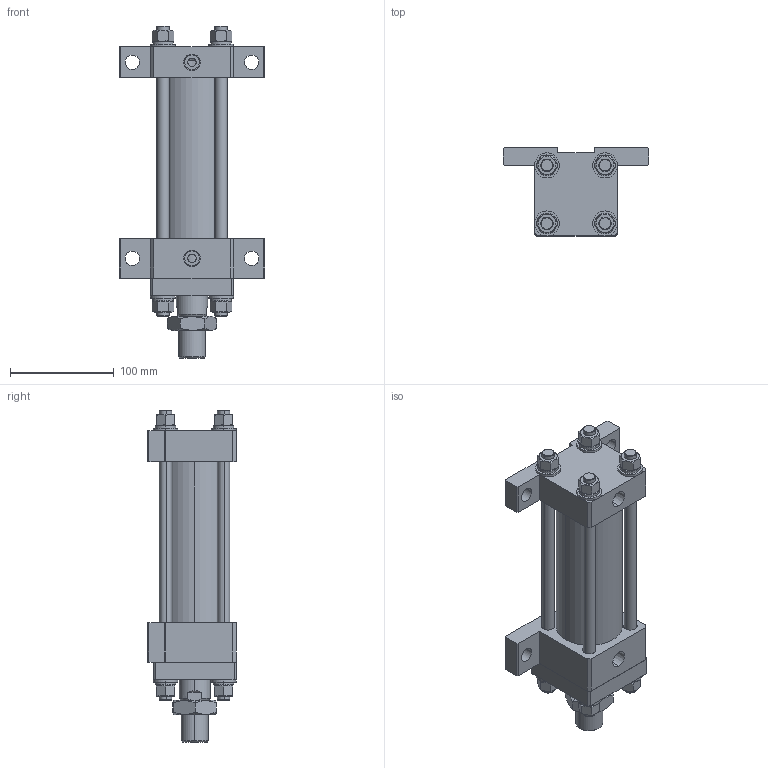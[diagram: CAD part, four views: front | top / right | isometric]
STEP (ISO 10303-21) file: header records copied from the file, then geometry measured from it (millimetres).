
FILE_DESCRIPTION (( 'STEP AP203' ), '1' );
FILE_NAME ('HOB-50-30-100-LA.STEP', '2021-04-27T03:27:06', ( '微软用户' ), ( '微软中国' ), 'SwSTEP 2.0', 'SolidWorks 2012', '' );
FILE_SCHEMA (( 'CONFIG_CONTROL_DESIGN' ));
Length unit declared in the file: millimetre
Products named in the file (11): HOB-50-30-100-LA; hex thin nuts grades ab gb_GB_FASTENER_NUT_STNABTT  B M27X2.0-C; single coil lock washers light type gb_GB_FASTENER_WASHER_SSWL 12; plain washers--product grade c gb_GB_FASTENER_WASHER_SMWC 12; hex nuts 1-fine pitch-grades ab gb_GB_FASTENER_NUT_SNAB1XY M12X1.5-C; HOB-50-30-100活塞杆; HOB-50-30-100嶺裝; HOB-50-30-100楊擘; HOB-50-30-100-LA前盖; HOB-50-30-100掛极; HOB-50-30-100-LA綴裔
Assembly tree (34 placements, depth 2):
  HOB-50-30-100-LA
    HOB-50-30-100-LA綴裔
    HOB-50-30-100掛极
    HOB-50-30-100-LA前盖
    HOB-50-30-100楊擘
    HOB-50-30-100嶺裝  x4
    HOB-50-30-100活塞杆
    hex nuts 1-fine pitch-grades ab gb_GB_FASTENER_NUT_SNAB1XY M12X1.5-C  x8
    plain washers--product grade c gb_GB_FASTENER_WASHER_SMWC 12  x8
    single coil lock washers light type gb_GB_FASTENER_WASHER_SSWL 12  x8
    hex thin nuts grades ab gb_GB_FASTENER_NUT_STNABTT  B M27X2.0-C
Bounding box: 140 x 85 x 320 mm (x, y, z)
Volume: 1107859.4 mm3; surface area: 261524.2 mm2
Topology: 34 solids, 34 shells, 485 faces, 1111 edges, 702 vertices
Faces by surface type: plane 192, cylinder 172, cone 109, torus 12
Entity records: 8939 total; most frequent: CARTESIAN_POINT 1608, DIRECTION 1248, ORIENTED_EDGE 1074, EDGE_CURVE 537, AXIS2_PLACEMENT_3D 492, VERTEX_POINT 342, EDGE_LOOP 279, LINE 264
